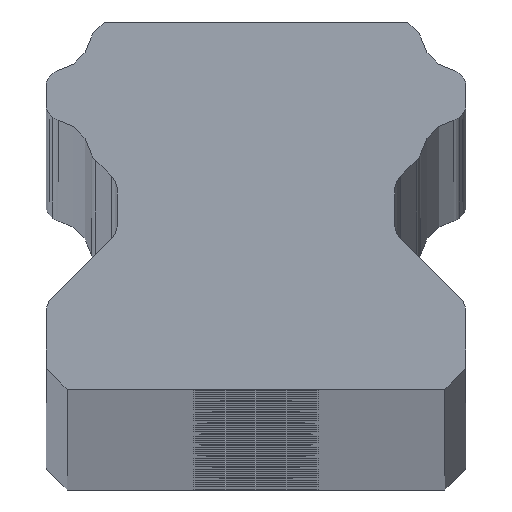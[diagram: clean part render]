
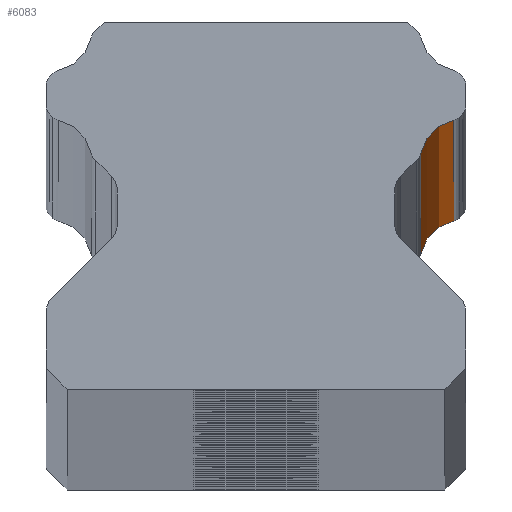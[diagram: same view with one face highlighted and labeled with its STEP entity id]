
A CAD part, top view. The second image highlights one B-rep face of the part: STEP entity #6083.
In plain terms, the highlighted cylindrical face has radius 2 mm (diameter 4 mm), a partial arc.
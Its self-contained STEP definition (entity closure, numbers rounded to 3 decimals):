
#220 = VECTOR ( 'NONE', #2251, 1000. ) ;
#539 = DIRECTION ( 'NONE',  ( 0., 0., -1. ) ) ;
#799 = CARTESIAN_POINT ( 'NONE',  ( 9.811, -3.146, 1375. ) ) ;
#889 = EDGE_CURVE ( 'NONE', #8148, #6021, #3502, .T. ) ;
#924 = ORIENTED_EDGE ( 'NONE', *, *, #1110, .F. ) ;
#1043 = LINE ( 'NONE', #2165, #220 ) ;
#1110 = EDGE_CURVE ( 'NONE', #6522, #8148, #5974, .T. ) ;
#1192 = CARTESIAN_POINT ( 'NONE',  ( 9.432, -1.182, 1375. ) ) ;
#1286 = CARTESIAN_POINT ( 'NONE',  ( 7.847, -2.767, 1375. ) ) ;
#1630 = CIRCLE ( 'NONE', #1875, 2. ) ;
#1694 = CARTESIAN_POINT ( 'NONE',  ( 9.432, -1.182, 1375. ) ) ;
#1875 = AXIS2_PLACEMENT_3D ( 'NONE', #7951, #2013, #6105 ) ;
#2013 = DIRECTION ( 'NONE',  ( 0., 0., -1. ) ) ;
#2068 = FACE_OUTER_BOUND ( 'NONE', #7071, .T. ) ;
#2165 = CARTESIAN_POINT ( 'NONE',  ( 7.847, -2.767, 1375. ) ) ;
#2251 = DIRECTION ( 'NONE',  ( 0., 0., -1. ) ) ;
#2478 = DIRECTION ( 'NONE',  ( -1., 0., 0. ) ) ;
#2568 = CARTESIAN_POINT ( 'NONE',  ( 9.432, -1.182, -1375. ) ) ;
#2995 = VECTOR ( 'NONE', #4522, 1000. ) ;
#3502 = LINE ( 'NONE', #1192, #2995 ) ;
#3634 = ORIENTED_EDGE ( 'NONE', *, *, #889, .F. ) ;
#3646 = CYLINDRICAL_SURFACE ( 'NONE', #5109, 2. ) ;
#3857 = AXIS2_PLACEMENT_3D ( 'NONE', #799, #4826, #6755 ) ;
#4522 = DIRECTION ( 'NONE',  ( 0., 0., -1. ) ) ;
#4637 = VERTEX_POINT ( 'NONE', #6375 ) ;
#4826 = DIRECTION ( 'NONE',  ( 0., 0., -1. ) ) ;
#4987 = ORIENTED_EDGE ( 'NONE', *, *, #7147, .T. ) ;
#5109 = AXIS2_PLACEMENT_3D ( 'NONE', #6405, #539, #2478 ) ;
#5110 = ORIENTED_EDGE ( 'NONE', *, *, #5130, .T. ) ;
#5130 = EDGE_CURVE ( 'NONE', #6522, #4637, #1043, .T. ) ;
#5974 = CIRCLE ( 'NONE', #3857, 2. ) ;
#6021 = VERTEX_POINT ( 'NONE', #2568 ) ;
#6083 = ADVANCED_FACE ( 'NONE', ( #2068 ), #3646, .F. ) ;
#6105 = DIRECTION ( 'NONE',  ( -1., 0., 0. ) ) ;
#6375 = CARTESIAN_POINT ( 'NONE',  ( 7.847, -2.767, -1375. ) ) ;
#6405 = CARTESIAN_POINT ( 'NONE',  ( 9.811, -3.146, 1375. ) ) ;
#6522 = VERTEX_POINT ( 'NONE', #1286 ) ;
#6755 = DIRECTION ( 'NONE',  ( -1., 0., 0. ) ) ;
#7071 = EDGE_LOOP ( 'NONE', ( #4987, #3634, #924, #5110 ) ) ;
#7147 = EDGE_CURVE ( 'NONE', #4637, #6021, #1630, .T. ) ;
#7951 = CARTESIAN_POINT ( 'NONE',  ( 9.811, -3.146, -1375. ) ) ;
#8148 = VERTEX_POINT ( 'NONE', #1694 ) ;
